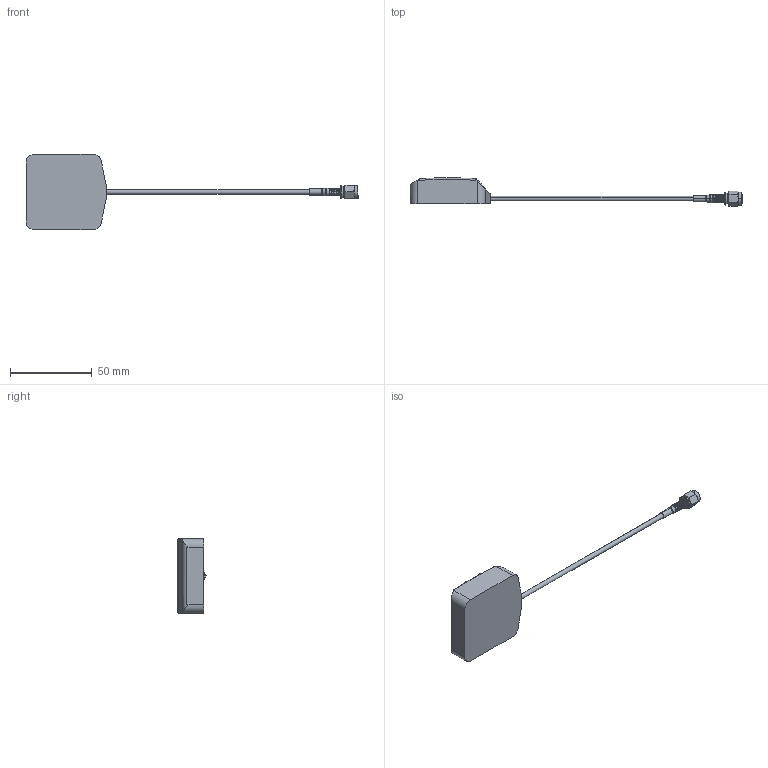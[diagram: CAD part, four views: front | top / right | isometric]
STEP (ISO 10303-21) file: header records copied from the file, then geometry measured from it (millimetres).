
FILE_DESCRIPTION (( 'STEP AP214' ), '1' );
FILE_NAME ('HG-GPSGL30M-SMA_3D.STEP', '2019-09-23T14:22:00', ( '' ), ( '' ), 'SwSTEP 2.0', 'SolidWorks 2018', '' );
FILE_SCHEMA (( 'AUTOMOTIVE_DESIGN' ));
Length unit declared in the file: millimetre
Products named in the file (7): ASM-1708___; HG-GPSGL30M-SMA_3D; ASM-1708-MA2___; HG-GPSGL30M-SMA_Body; HG-GPSGL30M-SMA_RG174; CA-100-MA1_.175" ID
Assembly tree (6 placements, depth 3):
  HG-GPSGL30M-SMA_3D
    HG-GPSGL30M-SMA_Body
    HG-GPSGL30M-SMA_RG174
    ASM-1708___
      ASM-1708___
      ASM-1708-MA2___
    CA-100-MA1_.175" ID
Bounding box: 203.38 x 17.33 x 45.99 mm (x, y, z)
Volume: 33612.6 mm3; surface area: 9258.2 mm2
Topology: 5 solids, 5 shells, 1026 faces, 2179 edges, 1171 vertices
Faces by surface type: bspline 664, cylinder 224, plane 62, cone 48, torus 28
Entity records: 36317 total; most frequent: CARTESIAN_POINT 21637, ORIENTED_EDGE 4354, EDGE_CURVE 2177, DIRECTION 1451, VERTEX_POINT 1171, EDGE_LOOP 1042, ADVANCED_FACE 1026, FACE_OUTER_BOUND 1026
